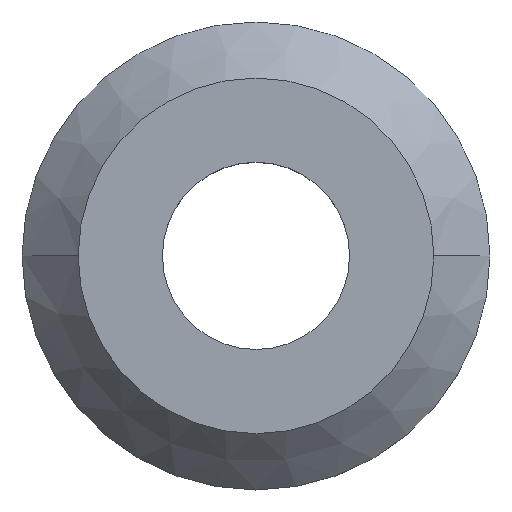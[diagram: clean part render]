
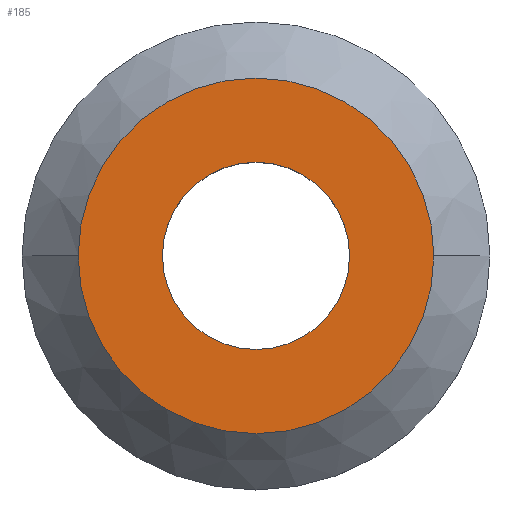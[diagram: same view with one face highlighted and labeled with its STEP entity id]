
A CAD part, top view. The second image highlights one B-rep face of the part: STEP entity #185.
In plain terms, the highlighted planar face has unit normal (0, 0, 1).
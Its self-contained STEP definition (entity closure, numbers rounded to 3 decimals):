
#7 = DIRECTION ( 'NONE',  ( 0., 0., 1. ) ) ;
#11 = PLANE ( 'NONE',  #42 ) ;
#19 = ORIENTED_EDGE ( 'NONE', *, *, #180, .T. ) ;
#37 = CARTESIAN_POINT ( 'NONE',  ( 0., 0., 5. ) ) ;
#39 = ORIENTED_EDGE ( 'NONE', *, *, #246, .F. ) ;
#41 = EDGE_LOOP ( 'NONE', ( #84, #39 ) ) ;
#42 = AXIS2_PLACEMENT_3D ( 'NONE', #192, #96, #197 ) ;
#50 = CARTESIAN_POINT ( 'NONE',  ( 0., 0., 5. ) ) ;
#52 = AXIS2_PLACEMENT_3D ( 'NONE', #50, #141, #209 ) ;
#53 = CARTESIAN_POINT ( 'NONE',  ( 0., 0., 5. ) ) ;
#60 = VERTEX_POINT ( 'NONE', #112 ) ;
#65 = CIRCLE ( 'NONE', #52, 5. ) ;
#69 = FACE_OUTER_BOUND ( 'NONE', #129, .T. ) ;
#71 = CARTESIAN_POINT ( 'NONE',  ( 9.5, 0., 5. ) ) ;
#84 = ORIENTED_EDGE ( 'NONE', *, *, #158, .F. ) ;
#96 = DIRECTION ( 'NONE',  ( 0., 0., 1. ) ) ;
#103 = VERTEX_POINT ( 'NONE', #223 ) ;
#112 = CARTESIAN_POINT ( 'NONE',  ( 5., 0., 5. ) ) ;
#119 = DIRECTION ( 'NONE',  ( 1., 0., 0. ) ) ;
#129 = EDGE_LOOP ( 'NONE', ( #19, #214 ) ) ;
#137 = CIRCLE ( 'NONE', #251, 5. ) ;
#139 = EDGE_CURVE ( 'NONE', #153, #220, #143, .T. ) ;
#141 = DIRECTION ( 'NONE',  ( 0., 0., 1. ) ) ;
#143 = CIRCLE ( 'NONE', #160, 9.5 ) ;
#145 = DIRECTION ( 'NONE',  ( 0., 0., 1. ) ) ;
#149 = CARTESIAN_POINT ( 'NONE',  ( -9.5, 0., 5. ) ) ;
#153 = VERTEX_POINT ( 'NONE', #71 ) ;
#158 = EDGE_CURVE ( 'NONE', #103, #60, #65, .T. ) ;
#160 = AXIS2_PLACEMENT_3D ( 'NONE', #165, #257, #168 ) ;
#165 = CARTESIAN_POINT ( 'NONE',  ( 0., 0., 5. ) ) ;
#168 = DIRECTION ( 'NONE',  ( 1., 0., 0. ) ) ;
#180 = EDGE_CURVE ( 'NONE', #220, #153, #290, .T. ) ;
#185 = ADVANCED_FACE ( 'NONE', ( #69, #276 ), #11, .T. ) ;
#191 = DIRECTION ( 'NONE',  ( 1., 0., 0. ) ) ;
#192 = CARTESIAN_POINT ( 'NONE',  ( 0., 0., 5. ) ) ;
#197 = DIRECTION ( 'NONE',  ( 1., 0., 0. ) ) ;
#209 = DIRECTION ( 'NONE',  ( 1., 0., 0. ) ) ;
#214 = ORIENTED_EDGE ( 'NONE', *, *, #139, .T. ) ;
#219 = AXIS2_PLACEMENT_3D ( 'NONE', #53, #145, #119 ) ;
#220 = VERTEX_POINT ( 'NONE', #149 ) ;
#223 = CARTESIAN_POINT ( 'NONE',  ( -5., 0., 5. ) ) ;
#246 = EDGE_CURVE ( 'NONE', #60, #103, #137, .T. ) ;
#251 = AXIS2_PLACEMENT_3D ( 'NONE', #37, #7, #191 ) ;
#257 = DIRECTION ( 'NONE',  ( 0., 0., 1. ) ) ;
#276 = FACE_BOUND ( 'NONE', #41, .T. ) ;
#290 = CIRCLE ( 'NONE', #219, 9.5 ) ;
